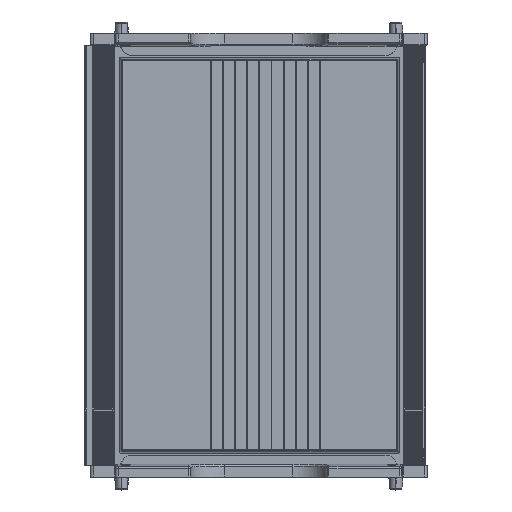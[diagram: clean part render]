
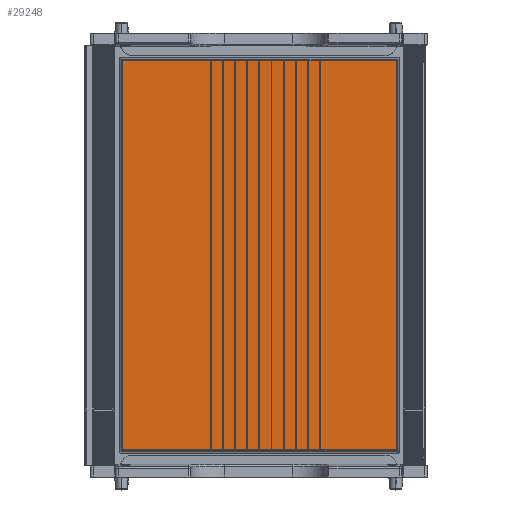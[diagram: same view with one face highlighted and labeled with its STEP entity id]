
A CAD part, top view. The second image highlights one B-rep face of the part: STEP entity #29248.
In plain terms, the highlighted face is planar.
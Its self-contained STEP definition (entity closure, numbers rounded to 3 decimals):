
#1406=PLANE('',#32485);
#2809=FACE_OUTER_BOUND('',#4426,.T.);
#4426=EDGE_LOOP('',(#24852,#24853,#24854,#24855));
#6604=LINE('',#53299,#8759);
#6605=LINE('',#53305,#8760);
#6606=LINE('',#53307,#8761);
#6607=LINE('',#53308,#8762);
#8759=VECTOR('',#40550,10.);
#8760=VECTOR('',#40559,10.);
#8761=VECTOR('',#40560,10.);
#8762=VECTOR('',#40561,10.);
#13085=VERTEX_POINT('',#53294);
#13086=VERTEX_POINT('',#53298);
#13087=VERTEX_POINT('',#53304);
#13088=VERTEX_POINT('',#53306);
#17083=EDGE_CURVE('',#13085,#13086,#6604,.T.);
#17086=EDGE_CURVE('',#13087,#13085,#6605,.T.);
#17087=EDGE_CURVE('',#13088,#13087,#6606,.T.);
#17088=EDGE_CURVE('',#13086,#13088,#6607,.T.);
#24852=ORIENTED_EDGE('',*,*,#17083,.F.);
#24853=ORIENTED_EDGE('',*,*,#17086,.F.);
#24854=ORIENTED_EDGE('',*,*,#17087,.F.);
#24855=ORIENTED_EDGE('',*,*,#17088,.F.);
#29248=ADVANCED_FACE('',(#2809),#1406,.F.);
#32485=AXIS2_PLACEMENT_3D('',#53303,#40557,#40558);
#40550=DIRECTION('',(0.,-1.,0.));
#40557=DIRECTION('center_axis',(0.,0.,1.));
#40558=DIRECTION('ref_axis',(1.,0.,0.));
#40559=DIRECTION('',(-1.,0.,0.));
#40560=DIRECTION('',(0.,1.,0.));
#40561=DIRECTION('',(1.,0.,0.));
#53294=CARTESIAN_POINT('',(-159.762,112.262,0.));
#53298=CARTESIAN_POINT('',(-159.762,-112.262,0.));
#53299=CARTESIAN_POINT('',(-159.762,-28.5,0.));
#53303=CARTESIAN_POINT('Origin',(0.,0.,
0.));
#53304=CARTESIAN_POINT('',(159.762,112.262,0.));
#53305=CARTESIAN_POINT('',(-40.375,112.262,0.));
#53306=CARTESIAN_POINT('',(159.762,-112.262,0.));
#53307=CARTESIAN_POINT('',(159.762,28.5,0.));
#53308=CARTESIAN_POINT('',(40.375,-112.262,0.));
